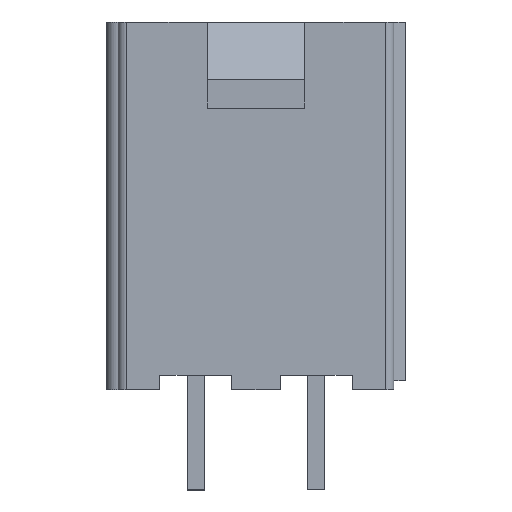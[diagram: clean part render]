
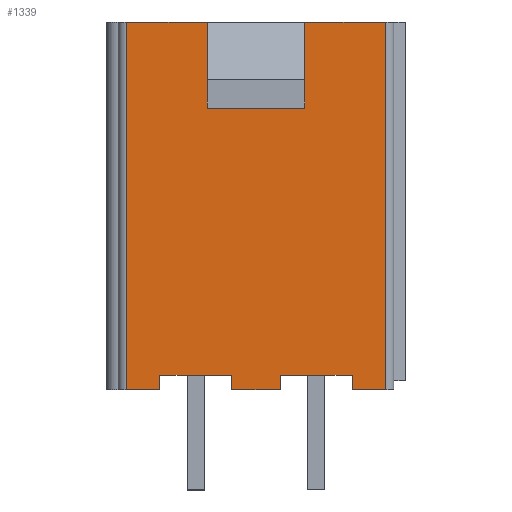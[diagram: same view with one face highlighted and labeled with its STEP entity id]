
A CAD part, front view. The second image highlights one B-rep face of the part: STEP entity #1339.
In plain terms, the highlighted planar face has unit normal (0, -1, 0).
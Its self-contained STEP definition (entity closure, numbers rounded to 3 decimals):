
#1001=CARTESIAN_POINT('',(4.5,-4.6,12.8));
#1002=VERTEX_POINT('',#1001);
#1010=CARTESIAN_POINT('',(4.5,-4.6,0.));
#1011=VERTEX_POINT('',#1010);
#1012=CARTESIAN_POINT('',(4.5,-4.6,12.8));
#1013=DIRECTION('',(0.0,0.0,-1.0));
#1014=VECTOR('',#1013,12.8);
#1015=LINE('',#1012,#1014);
#1016=EDGE_CURVE('',#1002,#1011,#1015,.T.);
#1034=CARTESIAN_POINT('',(0.85,-4.6,0.));
#1035=VERTEX_POINT('',#1034);
#1036=CARTESIAN_POINT('',(-0.85,-4.6,0.));
#1037=VERTEX_POINT('',#1036);
#1038=CARTESIAN_POINT('',(0.85,-4.6,0.));
#1039=DIRECTION('',(-1.0,0.0,0.0));
#1040=VECTOR('',#1039,1.7);
#1041=LINE('',#1038,#1040);
#1042=EDGE_CURVE('',#1035,#1037,#1041,.T.);
#1074=CARTESIAN_POINT('',(3.35,-4.6,0.));
#1075=VERTEX_POINT('',#1074);
#1076=CARTESIAN_POINT('',(4.5,-4.6,0.));
#1077=DIRECTION('',(-1.0,0.0,0.0));
#1078=VECTOR('',#1077,1.15);
#1079=LINE('',#1076,#1078);
#1080=EDGE_CURVE('',#1011,#1075,#1079,.T.);
#1124=CARTESIAN_POINT('',(-3.35,-4.6,0.));
#1125=VERTEX_POINT('',#1124);
#1132=CARTESIAN_POINT('',(-4.5,-4.6,0.));
#1133=VERTEX_POINT('',#1132);
#1134=CARTESIAN_POINT('',(-3.35,-4.6,0.));
#1135=DIRECTION('',(-1.0,0.0,0.0));
#1136=VECTOR('',#1135,1.15);
#1137=LINE('',#1134,#1136);
#1138=EDGE_CURVE('',#1125,#1133,#1137,.T.);
#1227=CARTESIAN_POINT('',(0.85,-4.6,0.5));
#1228=VERTEX_POINT('',#1227);
#1235=CARTESIAN_POINT('',(0.85,-4.6,0.));
#1236=DIRECTION('',(0.0,0.0,1.0));
#1237=VECTOR('',#1236,0.5);
#1238=LINE('',#1235,#1237);
#1239=EDGE_CURVE('',#1035,#1228,#1238,.T.);
#1245=CARTESIAN_POINT('',(4.95,-4.6,-0.64));
#1246=DIRECTION('',(0.0,-1.0,0.0));
#1247=DIRECTION('',(1.0,0.0,0.0));
#1248=AXIS2_PLACEMENT_3D('',#1245,#1246,#1247);
#1249=PLANE('',#1248);
#1250=CARTESIAN_POINT('',(1.7,-4.6,12.8));
#1251=VERTEX_POINT('',#1250);
#1252=CARTESIAN_POINT('',(4.5,-4.6,12.8));
#1253=DIRECTION('',(-1.0,0.0,0.0));
#1254=VECTOR('',#1253,2.8);
#1255=LINE('',#1252,#1254);
#1256=EDGE_CURVE('',#1002,#1251,#1255,.T.);
#1257=ORIENTED_EDGE('',*,*,#1256,.T.);
#1258=CARTESIAN_POINT('',(1.7,-4.6,9.8));
#1259=VERTEX_POINT('',#1258);
#1260=CARTESIAN_POINT('',(1.7,-4.6,12.8));
#1261=DIRECTION('',(0.0,0.0,-1.0));
#1262=VECTOR('',#1261,3.0);
#1263=LINE('',#1260,#1262);
#1264=EDGE_CURVE('',#1251,#1259,#1263,.T.);
#1265=ORIENTED_EDGE('',*,*,#1264,.T.);
#1266=CARTESIAN_POINT('',(-1.7,-4.6,9.8));
#1267=VERTEX_POINT('',#1266);
#1268=CARTESIAN_POINT('',(1.7,-4.6,9.8));
#1269=DIRECTION('',(-1.0,0.0,0.0));
#1270=VECTOR('',#1269,3.4);
#1271=LINE('',#1268,#1270);
#1272=EDGE_CURVE('',#1259,#1267,#1271,.T.);
#1273=ORIENTED_EDGE('',*,*,#1272,.T.);
#1274=CARTESIAN_POINT('',(-1.7,-4.6,12.8));
#1275=VERTEX_POINT('',#1274);
#1276=CARTESIAN_POINT('',(-1.7,-4.6,12.8));
#1277=DIRECTION('',(0.0,0.0,-1.0));
#1278=VECTOR('',#1277,3.0);
#1279=LINE('',#1276,#1278);
#1280=EDGE_CURVE('',#1275,#1267,#1279,.T.);
#1281=ORIENTED_EDGE('',*,*,#1280,.F.);
#1282=CARTESIAN_POINT('',(-4.5,-4.6,12.8));
#1283=VERTEX_POINT('',#1282);
#1284=CARTESIAN_POINT('',(-1.7,-4.6,12.8));
#1285=DIRECTION('',(-1.0,0.0,0.0));
#1286=VECTOR('',#1285,2.8);
#1287=LINE('',#1284,#1286);
#1288=EDGE_CURVE('',#1275,#1283,#1287,.T.);
#1289=ORIENTED_EDGE('',*,*,#1288,.T.);
#1290=CARTESIAN_POINT('',(-4.5,-4.6,0.));
#1291=DIRECTION('',(0.0,0.0,1.0));
#1292=VECTOR('',#1291,12.8);
#1293=LINE('',#1290,#1292);
#1294=EDGE_CURVE('',#1133,#1283,#1293,.T.);
#1295=ORIENTED_EDGE('',*,*,#1294,.F.);
#1296=ORIENTED_EDGE('',*,*,#1138,.F.);
#1297=CARTESIAN_POINT('',(-3.35,-4.6,0.5));
#1298=VERTEX_POINT('',#1297);
#1299=CARTESIAN_POINT('',(-3.35,-4.6,0.));
#1300=DIRECTION('',(0.0,0.0,1.0));
#1301=VECTOR('',#1300,0.5);
#1302=LINE('',#1299,#1301);
#1303=EDGE_CURVE('',#1125,#1298,#1302,.T.);
#1304=ORIENTED_EDGE('',*,*,#1303,.T.);
#1305=CARTESIAN_POINT('',(-0.85,-4.6,0.5));
#1306=VERTEX_POINT('',#1305);
#1307=CARTESIAN_POINT('',(-3.35,-4.6,0.5));
#1308=DIRECTION('',(1.0,0.0,0.0));
#1309=VECTOR('',#1308,2.5);
#1310=LINE('',#1307,#1309);
#1311=EDGE_CURVE('',#1298,#1306,#1310,.T.);
#1312=ORIENTED_EDGE('',*,*,#1311,.T.);
#1313=CARTESIAN_POINT('',(-0.85,-4.6,0.));
#1314=DIRECTION('',(0.0,0.0,1.0));
#1315=VECTOR('',#1314,0.5);
#1316=LINE('',#1313,#1315);
#1317=EDGE_CURVE('',#1037,#1306,#1316,.T.);
#1318=ORIENTED_EDGE('',*,*,#1317,.F.);
#1319=ORIENTED_EDGE('',*,*,#1042,.F.);
#1320=ORIENTED_EDGE('',*,*,#1239,.T.);
#1321=CARTESIAN_POINT('',(3.35,-4.6,0.5));
#1322=VERTEX_POINT('',#1321);
#1323=CARTESIAN_POINT('',(0.85,-4.6,0.5));
#1324=DIRECTION('',(1.0,0.0,0.0));
#1325=VECTOR('',#1324,2.5);
#1326=LINE('',#1323,#1325);
#1327=EDGE_CURVE('',#1228,#1322,#1326,.T.);
#1328=ORIENTED_EDGE('',*,*,#1327,.T.);
#1329=CARTESIAN_POINT('',(3.35,-4.6,0.));
#1330=DIRECTION('',(0.0,0.0,1.0));
#1331=VECTOR('',#1330,0.5);
#1332=LINE('',#1329,#1331);
#1333=EDGE_CURVE('',#1075,#1322,#1332,.T.);
#1334=ORIENTED_EDGE('',*,*,#1333,.F.);
#1335=ORIENTED_EDGE('',*,*,#1080,.F.);
#1336=ORIENTED_EDGE('',*,*,#1016,.F.);
#1337=EDGE_LOOP('',(#1257,#1265,#1273,#1281,#1289,#1295,#1296,#1304,#1312,#1318,#1319,#1320,#1328,#1334,#1335,#1336));
#1338=FACE_OUTER_BOUND('',#1337,.T.);
#1339=ADVANCED_FACE('',(#1338),#1249,.T.);
